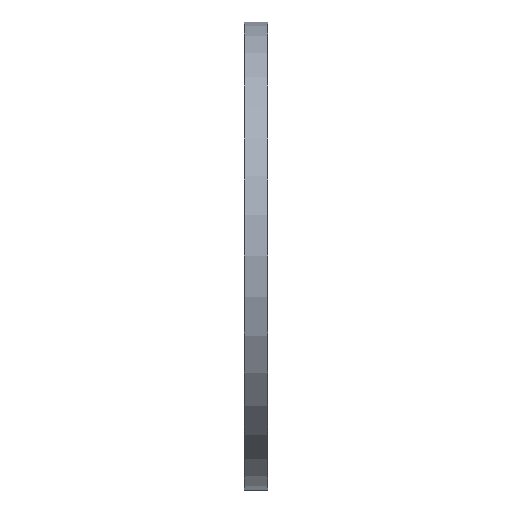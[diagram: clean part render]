
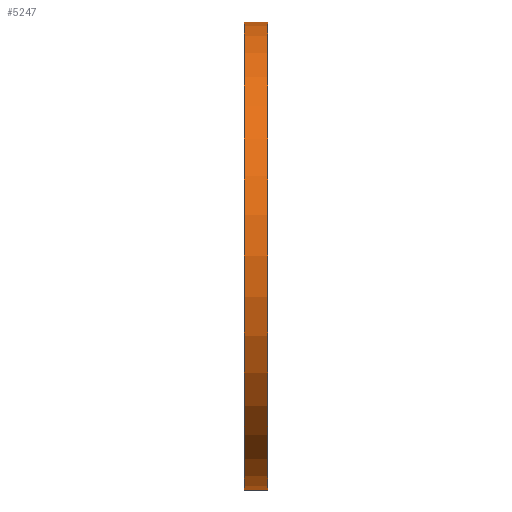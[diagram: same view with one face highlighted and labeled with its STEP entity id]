
A CAD part, left-side view. The second image highlights one B-rep face of the part: STEP entity #5247.
In plain terms, the highlighted cylindrical face has radius 40 mm (diameter 80 mm), a partial arc.
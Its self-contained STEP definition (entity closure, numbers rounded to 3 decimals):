
#146 = CARTESIAN_POINT ( 'NONE',  ( 0., 4., -40. ) ) ;
#459 = CYLINDRICAL_SURFACE ( 'NONE', #1774, 40. ) ;
#1352 = DIRECTION ( 'NONE',  ( 0., -1., 0. ) ) ;
#1616 = AXIS2_PLACEMENT_3D ( 'NONE', #5921, #6989, #9388 ) ;
#1729 = CARTESIAN_POINT ( 'NONE',  ( 0., 4., 0. ) ) ;
#1774 = AXIS2_PLACEMENT_3D ( 'NONE', #1729, #9298, #3879 ) ;
#2259 = LINE ( 'NONE', #146, #13423 ) ;
#2648 = ORIENTED_EDGE ( 'NONE', *, *, #9336, .F. ) ;
#3083 = VECTOR ( 'NONE', #4691, 1000. ) ;
#3381 = CARTESIAN_POINT ( 'NONE',  ( 0., 4., 40. ) ) ;
#3823 = FACE_OUTER_BOUND ( 'NONE', #12001, .T. ) ;
#3827 = CIRCLE ( 'NONE', #1616, 40. ) ;
#3879 = DIRECTION ( 'NONE',  ( 0., 0., -1. ) ) ;
#4159 = CARTESIAN_POINT ( 'NONE',  ( 0., 4., -40. ) ) ;
#4414 = DIRECTION ( 'NONE',  ( 0., 0., 1. ) ) ;
#4445 = CIRCLE ( 'NONE', #13931, 40. ) ;
#4550 = ORIENTED_EDGE ( 'NONE', *, *, #7922, .T. ) ;
#4691 = DIRECTION ( 'NONE',  ( 0., -1., 0. ) ) ;
#5247 = ADVANCED_FACE ( 'NONE', ( #3823 ), #459, .T. ) ;
#5784 = ORIENTED_EDGE ( 'NONE', *, *, #6823, .F. ) ;
#5921 = CARTESIAN_POINT ( 'NONE',  ( 0., 4., 0. ) ) ;
#6649 = LINE ( 'NONE', #10096, #3083 ) ;
#6823 = EDGE_CURVE ( 'NONE', #10325, #13644, #3827, .T. ) ;
#6989 = DIRECTION ( 'NONE',  ( 0., 1., 0. ) ) ;
#7387 = ORIENTED_EDGE ( 'NONE', *, *, #11115, .T. ) ;
#7922 = EDGE_CURVE ( 'NONE', #10325, #13057, #2259, .T. ) ;
#9298 = DIRECTION ( 'NONE',  ( 0., -1., 0. ) ) ;
#9336 = EDGE_CURVE ( 'NONE', #13644, #10665, #6649, .T. ) ;
#9388 = DIRECTION ( 'NONE',  ( 0., 0., 1. ) ) ;
#9823 = DIRECTION ( 'NONE',  ( 0., 1., 0. ) ) ;
#10096 = CARTESIAN_POINT ( 'NONE',  ( 0., 4., 40. ) ) ;
#10325 = VERTEX_POINT ( 'NONE', #4159 ) ;
#10665 = VERTEX_POINT ( 'NONE', #13871 ) ;
#10857 = CARTESIAN_POINT ( 'NONE',  ( 0., 0., 0. ) ) ;
#11115 = EDGE_CURVE ( 'NONE', #13057, #10665, #4445, .T. ) ;
#12001 = EDGE_LOOP ( 'NONE', ( #2648, #5784, #4550, #7387 ) ) ;
#12282 = CARTESIAN_POINT ( 'NONE',  ( 0., 0., -40. ) ) ;
#13057 = VERTEX_POINT ( 'NONE', #12282 ) ;
#13423 = VECTOR ( 'NONE', #1352, 1000. ) ;
#13644 = VERTEX_POINT ( 'NONE', #3381 ) ;
#13871 = CARTESIAN_POINT ( 'NONE',  ( 0., 0., 40. ) ) ;
#13931 = AXIS2_PLACEMENT_3D ( 'NONE', #10857, #9823, #4414 ) ;
